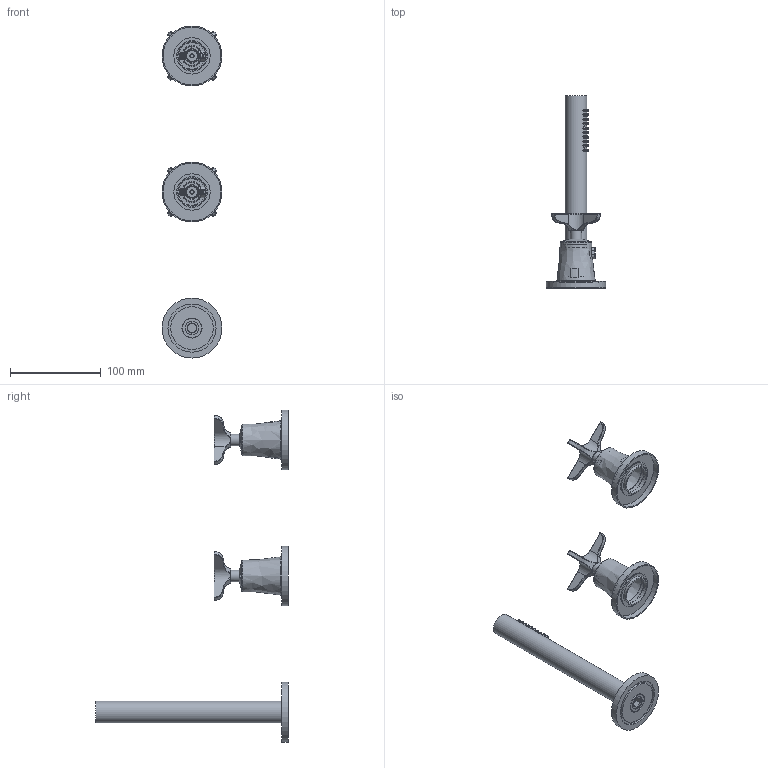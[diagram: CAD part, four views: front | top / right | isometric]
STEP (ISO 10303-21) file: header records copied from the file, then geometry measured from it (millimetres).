
FILE_DESCRIPTION (( 'STEP AP203' ), '1' );
FILE_NAME ('91CP12337.STEP', '2025-08-20T10:07:56', ( '' ), ( '' ), 'SwSTEP 2.0', 'SolidWorks 2021', '' );
FILE_SCHEMA (( 'CONFIG_CONTROL_DESIGN' ));
Length unit declared in the file: millimetre
Products named in the file (1): 91CP12337
Bounding box: 66 x 212.5 x 366 mm (x, y, z)
Volume: 168175.2 mm3; surface area: 100860.5 mm2
Topology: 16 solids, 16 shells, 849 faces, 2027 edges, 1301 vertices
Faces by surface type: plane 323, cylinder 210, bspline 160, cone 112, torus 24, sphere 20
Full cylindrical faces by diameter (mm): 2.5 x2, 3 x2, 3.1 x4, 3.3 x6, 4.15 x2, 4.5 x4, 4.8 x2, 5.3 x2, 5.8 x2, 8 x2, 9.8 x1, 12.5 x4, 12.6 x2, 12.8 x2, 15 x1, 18 x1, 20.8 x1, 24 x1, 31.2 x2, 32.1 x2, 32.3 x2, 33.6 x2, 36 x2, 37.8 x2, 37.9 x2, 38 x4, 40 x2, 40.85 x2, 47 x1, 53 x1
Entity records: 49581 total; most frequent: CARTESIAN_POINT 32824, ORIENTED_EDGE 3390, DIRECTION 3028, EDGE_CURVE 1695, AXIS2_PLACEMENT_3D 1215, EDGE_LOOP 1194, VERTEX_POINT 1173, FACE_OUTER_BOUND 925
